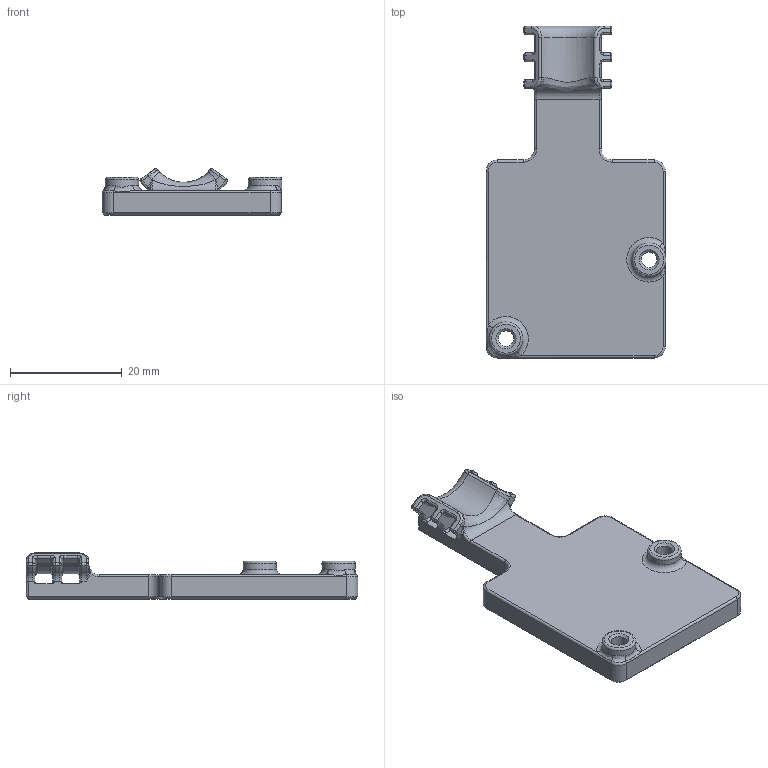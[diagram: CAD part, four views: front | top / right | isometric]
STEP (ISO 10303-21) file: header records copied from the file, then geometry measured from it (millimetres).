
FILE_DESCRIPTION(/* description */ (''),/* implementation_level */ '2;1');
FILE_NAME(/* name */ 'Carabiner_bracket_vhb.step',/* time_stamp */ '2022-02-23T19:41:20+01:00',/* author */ (''),/* organization */ (''),/* preprocessor_version */ 'ST-DEVELOPER v18.1',/* originating_system */ 'Autodesk Translation Framework v10.13.0.1454',/* authorisation */ '');
FILE_SCHEMA (('AUTOMOTIVE_DESIGN { 1 0 10303 214 3 1 1 }'));
Length unit declared in the file: millimetre
Products named in the file (2): Carabiner_bracket_vhb; VHB_bracket
Assembly tree (1 placements, depth 2):
  Carabiner_bracket_vhb
    VHB_bracket
Bounding box: 32.2 x 59.5 x 8.33 mm (x, y, z)
Volume: 6478.8 mm3; surface area: 4117.5 mm2
Topology: 1 solids, 1 shells, 213 faces, 507 edges, 287 vertices
Faces by surface type: cylinder 76, torus 53, plane 32, bspline 25, cone 15, sphere 12
Full cylindrical faces by diameter (mm): 2.8 x2, 6 x2
Entity records: 6933 total; most frequent: CARTESIAN_POINT 2019, DIRECTION 1082, ORIENTED_EDGE 1004, EDGE_CURVE 502, AXIS2_PLACEMENT_3D 454, VERTEX_POINT 287, CIRCLE 263, EDGE_LOOP 217
